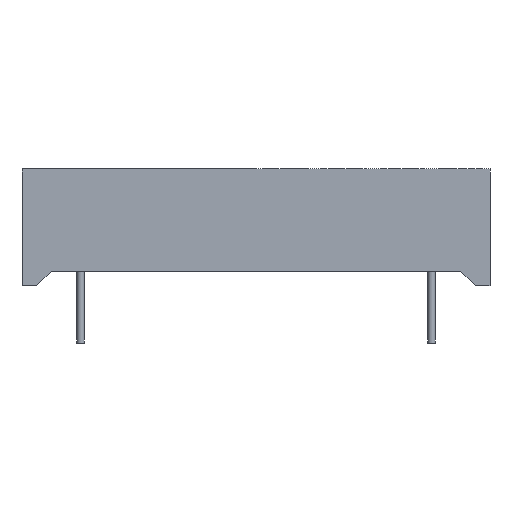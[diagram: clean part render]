
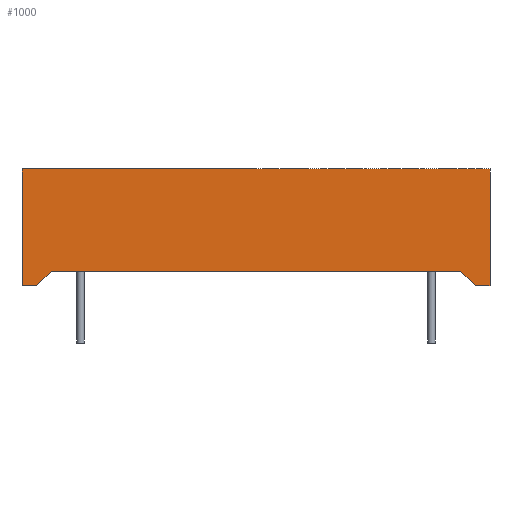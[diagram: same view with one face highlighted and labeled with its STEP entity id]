
A CAD part, left-side view. The second image highlights one B-rep face of the part: STEP entity #1000.
In plain terms, the highlighted planar face has unit normal (-1, 0, 0).
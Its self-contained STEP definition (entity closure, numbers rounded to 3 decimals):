
#22 = VERTEX_POINT('',#23);
#23 = CARTESIAN_POINT('',(-16.,16.,0.));
#31 = EDGE_CURVE('',#22,#32,#34,.T.);
#32 = VERTEX_POINT('',#33);
#33 = CARTESIAN_POINT('',(-16.,16.,8.));
#34 = LINE('',#35,#36);
#35 = CARTESIAN_POINT('',(-16.,16.,0.));
#36 = VECTOR('',#37,1.);
#37 = DIRECTION('',(0.,0.,1.));
#94 = VERTEX_POINT('',#95);
#95 = CARTESIAN_POINT('',(-16.,15.,0.));
#103 = EDGE_CURVE('',#94,#22,#104,.T.);
#104 = LINE('',#105,#106);
#105 = CARTESIAN_POINT('',(-16.,-16.,0.));
#106 = VECTOR('',#107,1.);
#107 = DIRECTION('',(0.,1.,0.));
#279 = VERTEX_POINT('',#280);
#280 = CARTESIAN_POINT('',(-16.,-16.,8.));
#286 = EDGE_CURVE('',#279,#32,#287,.T.);
#287 = LINE('',#288,#289);
#288 = CARTESIAN_POINT('',(-16.,-16.,8.));
#289 = VECTOR('',#290,1.);
#290 = DIRECTION('',(0.,1.,0.));
#1000 = ADVANCED_FACE('',(#1001),#1044,.T.);
#1001 = FACE_BOUND('',#1002,.T.);
#1002 = EDGE_LOOP('',(#1003,#1013,#1019,#1020,#1021,#1022,#1030,#1038));
#1003 = ORIENTED_EDGE('',*,*,#1004,.F.);
#1004 = EDGE_CURVE('',#1005,#1007,#1009,.T.);
#1005 = VERTEX_POINT('',#1006);
#1006 = CARTESIAN_POINT('',(-16.,-16.,0.));
#1007 = VERTEX_POINT('',#1008);
#1008 = CARTESIAN_POINT('',(-16.,-15.,0.));
#1009 = LINE('',#1010,#1011);
#1010 = CARTESIAN_POINT('',(-16.,-16.,0.));
#1011 = VECTOR('',#1012,1.);
#1012 = DIRECTION('',(0.,1.,0.));
#1013 = ORIENTED_EDGE('',*,*,#1014,.T.);
#1014 = EDGE_CURVE('',#1005,#279,#1015,.T.);
#1015 = LINE('',#1016,#1017);
#1016 = CARTESIAN_POINT('',(-16.,-16.,0.));
#1017 = VECTOR('',#1018,1.);
#1018 = DIRECTION('',(0.,0.,1.));
#1019 = ORIENTED_EDGE('',*,*,#286,.T.);
#1020 = ORIENTED_EDGE('',*,*,#31,.F.);
#1021 = ORIENTED_EDGE('',*,*,#103,.F.);
#1022 = ORIENTED_EDGE('',*,*,#1023,.T.);
#1023 = EDGE_CURVE('',#94,#1024,#1026,.T.);
#1024 = VERTEX_POINT('',#1025);
#1025 = CARTESIAN_POINT('',(-16.,14.,1.));
#1026 = LINE('',#1027,#1028);
#1027 = CARTESIAN_POINT('',(-16.,7.25,7.75));
#1028 = VECTOR('',#1029,1.);
#1029 = DIRECTION('',(0.,-0.707,0.707));
#1030 = ORIENTED_EDGE('',*,*,#1031,.T.);
#1031 = EDGE_CURVE('',#1024,#1032,#1034,.T.);
#1032 = VERTEX_POINT('',#1033);
#1033 = CARTESIAN_POINT('',(-16.,-14.,1.));
#1034 = LINE('',#1035,#1036);
#1035 = CARTESIAN_POINT('',(-16.,-1.,1.));
#1036 = VECTOR('',#1037,1.);
#1037 = DIRECTION('',(0.,-1.,0.));
#1038 = ORIENTED_EDGE('',*,*,#1039,.T.);
#1039 = EDGE_CURVE('',#1032,#1007,#1040,.T.);
#1040 = LINE('',#1041,#1042);
#1041 = CARTESIAN_POINT('',(-16.,-14.75,0.25));
#1042 = VECTOR('',#1043,1.);
#1043 = DIRECTION('',(-0.,-0.707,-0.707));
#1044 = PLANE('',#1045);
#1045 = AXIS2_PLACEMENT_3D('',#1046,#1047,#1048);
#1046 = CARTESIAN_POINT('',(-16.,-16.,0.));
#1047 = DIRECTION('',(-1.,0.,0.));
#1048 = DIRECTION('',(0.,1.,0.));
